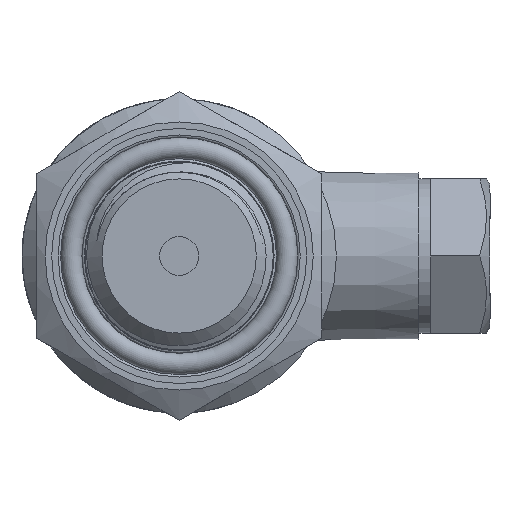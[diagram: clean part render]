
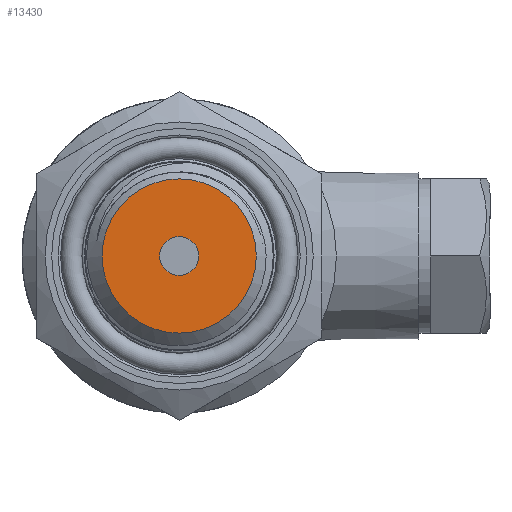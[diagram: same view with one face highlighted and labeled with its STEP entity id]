
A CAD part, left-side view. The second image highlights one B-rep face of the part: STEP entity #13430.
In plain terms, the highlighted planar face has unit normal (-1, 0, 0).
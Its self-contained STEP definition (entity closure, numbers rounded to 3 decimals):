
#1198=FACE_BOUND('',#4044,.T.);
#3249=FACE_OUTER_BOUND('',#4043,.T.);
#4043=EDGE_LOOP('',(#9106));
#4044=EDGE_LOOP('',(#9107));
#4887=CIRCLE('',#14298,6.5);
#4888=CIRCLE('',#14299,1.65);
#5456=VERTEX_POINT('',#19757);
#5457=VERTEX_POINT('',#19759);
#6913=EDGE_CURVE('',#5456,#5456,#4887,.T.);
#6914=EDGE_CURVE('',#5457,#5457,#4888,.T.);
#9106=ORIENTED_EDGE('',*,*,#6913,.T.);
#9107=ORIENTED_EDGE('',*,*,#6914,.T.);
#13253=PLANE('',#14297);
#13430=ADVANCED_FACE('',(#3249,#1198),#13253,.T.);
#14297=AXIS2_PLACEMENT_3D('',#19756,#15376,#15377);
#14298=AXIS2_PLACEMENT_3D('',#19758,#15378,#15379);
#14299=AXIS2_PLACEMENT_3D('',#19760,#15380,#15381);
#15376=DIRECTION('center_axis',(-1.,0.,0.));
#15377=DIRECTION('ref_axis',(0.,0.,1.));
#15378=DIRECTION('center_axis',(-1.,0.,0.));
#15379=DIRECTION('ref_axis',(0.,1.,0.));
#15380=DIRECTION('center_axis',(1.,0.,0.));
#15381=DIRECTION('ref_axis',(0.,0.,-1.));
#19756=CARTESIAN_POINT('Origin',(0.,8.,0.));
#19757=CARTESIAN_POINT('',(0.,-6.5,0.));
#19758=CARTESIAN_POINT('Origin',(0.,0.,0.));
#19759=CARTESIAN_POINT('',(0.,-1.65,0.));
#19760=CARTESIAN_POINT('Origin',(0.,0.,0.));
